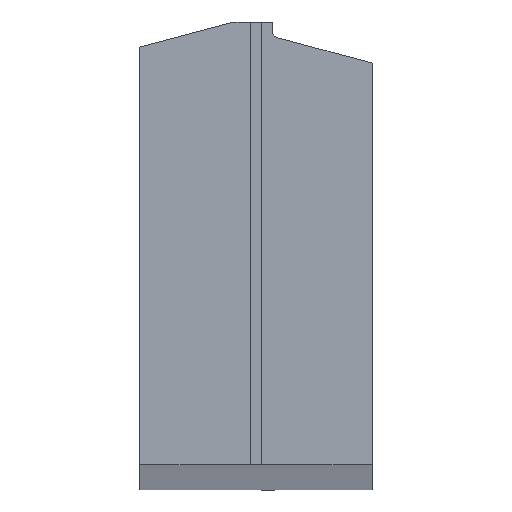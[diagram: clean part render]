
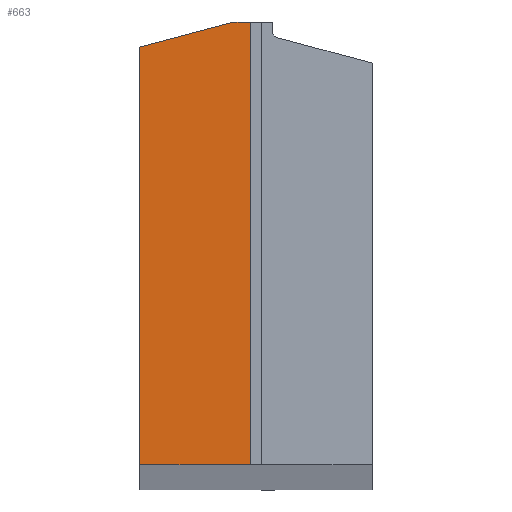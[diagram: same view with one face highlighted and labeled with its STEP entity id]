
A CAD part, top view. The second image highlights one B-rep face of the part: STEP entity #663.
In plain terms, the highlighted planar face has unit normal (0, 0, 1).
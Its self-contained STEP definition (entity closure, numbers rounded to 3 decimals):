
#507=FACE_OUTER_BOUND('',#2483,.T.);
#663=ADVANCED_FACE('',(#507),#967,.T.);
#967=PLANE('',#6607);
#1042=LINE('',#9594,#1182);
#1050=LINE('',#9618,#1190);
#1053=LINE('',#9624,#1193);
#1058=LINE('',#9678,#1198);
#1060=LINE('',#9681,#1200);
#1182=VECTOR('',#7718,1.);
#1190=VECTOR('',#7736,1.);
#1193=VECTOR('',#7741,1.);
#1198=VECTOR('',#7792,1.);
#1200=VECTOR('',#7796,1.);
#2483=EDGE_LOOP('',(#3569,#3570,#3571,#3572,#3573));
#3569=ORIENTED_EDGE('',*,*,#5332,.T.);
#3570=ORIENTED_EDGE('',*,*,#5344,.T.);
#3571=ORIENTED_EDGE('',*,*,#5347,.T.);
#3572=ORIENTED_EDGE('',*,*,#5374,.T.);
#3573=ORIENTED_EDGE('',*,*,#5376,.T.);
#4729=VERTEX_POINT('',#9593);
#4730=VERTEX_POINT('',#9595);
#4740=VERTEX_POINT('',#9617);
#4742=VERTEX_POINT('',#9623);
#4768=VERTEX_POINT('',#9677);
#5332=EDGE_CURVE('',#4730,#4729,#1042,.T.);
#5344=EDGE_CURVE('',#4729,#4740,#1050,.T.);
#5347=EDGE_CURVE('',#4740,#4742,#1053,.T.);
#5374=EDGE_CURVE('',#4742,#4768,#1058,.T.);
#5376=EDGE_CURVE('',#4768,#4730,#1060,.T.);
#6607=AXIS2_PLACEMENT_3D('',#9683,#7799,#7800);
#7718=DIRECTION('',(-0.259,0.966,0.));
#7736=DIRECTION('',(-1.,0.,0.));
#7741=DIRECTION('',(0.,-1.,0.));
#7792=DIRECTION('',(1.,0.,0.));
#7796=DIRECTION('',(0.,1.,0.));
#7799=DIRECTION('',(0.,0.,1.));
#7800=DIRECTION('',(1.,0.,0.));
#9593=CARTESIAN_POINT('',(37.722,10.,650.));
#9594=CARTESIAN_POINT('',(40.,1.5,650.));
#9595=CARTESIAN_POINT('',(40.,1.5,650.));
#9617=CARTESIAN_POINT('',(0.,10.,650.));
#9618=CARTESIAN_POINT('',(37.722,10.,650.));
#9623=CARTESIAN_POINT('',(0.,0.,650.));
#9624=CARTESIAN_POINT('',(0.,10.,650.));
#9677=CARTESIAN_POINT('',(40.,0.,650.));
#9678=CARTESIAN_POINT('',(0.,0.,650.));
#9681=CARTESIAN_POINT('',(40.,0.,650.));
#9683=CARTESIAN_POINT('',(0.,0.,650.));
